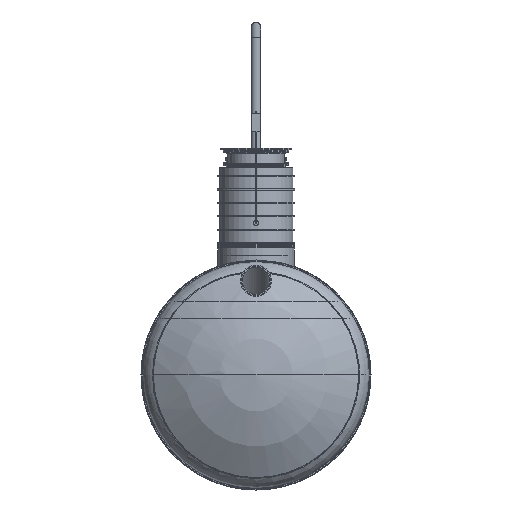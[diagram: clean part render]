
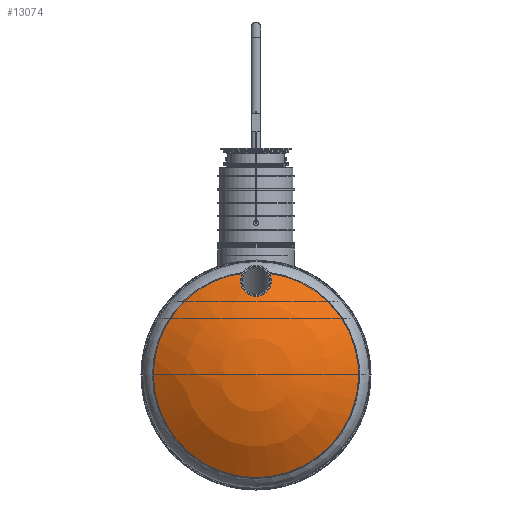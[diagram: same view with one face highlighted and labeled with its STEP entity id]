
A CAD part, left-side view. The second image highlights one B-rep face of the part: STEP entity #13074.
In plain terms, the highlighted spherical face has radius 2016 mm.
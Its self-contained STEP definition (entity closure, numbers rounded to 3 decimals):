
#89=SPHERICAL_SURFACE('',#14764,2016.);
#2336=B_SPLINE_CURVE_WITH_KNOTS('',3,(#21279,#21280,#21281,#21282,#21283,
#21284,#21285,#21286,#21287,#21288,#21289,#21290,#21291,#21292,#21293,#21294,
#21295,#21296,#21297,#21298,#21299,#21300,#21301,#21302,#21303,#21304,#21305,
#21306,#21307,#21308,#21309,#21310,#21311,#21312,#21313,#21314,#21315,#21316,
#21317,#21318,#21319,#21320,#21321,#21322,#21323,#21324,#21325,#21326,#21327,
#21328,#21329,#21330,#21331),.UNSPECIFIED.,.F.,.F.,(4,1,1,1,1,1,1,1,1,1,
1,1,1,1,1,1,1,1,1,1,1,1,1,1,1,1,1,1,1,1,1,1,1,1,1,1,1,1,1,1,1,1,1,1,1,1,
1,1,1,1,4),(0.,0.024,0.048,0.072,
0.084,0.096,0.12,0.144,
0.156,0.168,0.192,0.216,
0.228,0.24,0.264,0.275,
0.287,0.293,0.299,0.311,0.335,
0.341,0.347,0.359,0.371,
0.383,0.395,0.401,0.407,
0.431,0.437,0.443,0.455,
0.467,0.479,0.491,0.503,
0.527,0.551,0.575,0.587,
0.599,0.611,0.623,0.647,
0.659,0.671,0.695,0.719,
0.743,0.767),.UNSPECIFIED.);
#2752=ORIENTED_EDGE('',*,*,#6052,.F.);
#2753=ORIENTED_EDGE('',*,*,#6054,.T.);
#6052=EDGE_CURVE('',#7724,#7725,#8972,.T.);
#6054=EDGE_CURVE('',#7724,#7725,#2336,.T.);
#7724=VERTEX_POINT('',#21249);
#7725=VERTEX_POINT('',#21250);
#8972=CIRCLE('',#14763,1152.964);
#9769=EDGE_LOOP('',(#2752,#2753));
#11285=FACE_BOUND('',#9769,.T.);
#13074=ADVANCED_FACE('',(#11285),#89,.T.);
#14763=AXIS2_PLACEMENT_3D('',#21248,#16654,#16655);
#14764=AXIS2_PLACEMENT_3D('',#21278,#16656,#16657);
#16654=DIRECTION('',(0.,0.,-1.));
#16655=DIRECTION('',(-1.,0.,0.));
#16656=DIRECTION('',(0.,0.,-1.));
#16657=DIRECTION('',(-1.,0.,0.));
#21248=CARTESIAN_POINT('',(0.,0.,-362.238));
#21249=CARTESIAN_POINT('',(124.707,1146.2,-362.238));
#21250=CARTESIAN_POINT('',(-124.707,1146.2,-362.238));
#21278=CARTESIAN_POINT('',(0.,0.,-2016.));
#21279=CARTESIAN_POINT('',(124.707,1146.2,-362.238));
#21280=CARTESIAN_POINT('',(129.156,1140.432,-358.575));
#21281=CARTESIAN_POINT('',(137.052,1128.553,-351.058));
#21282=CARTESIAN_POINT('',(146.196,1109.796,-339.269));
#21283=CARTESIAN_POINT('',(151.669,1093.443,-329.065));
#21284=CARTESIAN_POINT('',(154.761,1079.859,-320.636));
#21285=CARTESIAN_POINT('',(156.927,1066.215,-312.201));
#21286=CARTESIAN_POINT('',(157.943,1049.114,-301.689));
#21287=CARTESIAN_POINT('',(156.732,1031.933,-291.204));
#21288=CARTESIAN_POINT('',(154.364,1018.15,-282.839));
#21289=CARTESIAN_POINT('',(151.107,1004.645,-274.672));
#21290=CARTESIAN_POINT('',(145.371,988.188,-264.772));
#21291=CARTESIAN_POINT('',(137.361,972.345,-255.304));
#21292=CARTESIAN_POINT('',(129.455,960.069,-248.003));
#21293=CARTESIAN_POINT('',(120.746,948.417,-241.093));
#21294=CARTESIAN_POINT('',(110.787,937.62,-234.719));
#21295=CARTESIAN_POINT('',(99.527,927.756,-228.917));
#21296=CARTESIAN_POINT('',(91.901,921.989,-225.532));
#21297=CARTESIAN_POINT('',(85.457,917.657,-222.994));
#21298=CARTESIAN_POINT('',(78.885,913.583,-220.609));
#21299=CARTESIAN_POINT('',(66.987,907.087,-216.813));
#21300=CARTESIAN_POINT('',(54.307,901.878,-213.777));
#21301=CARTESIAN_POINT('',(42.851,898.401,-211.753));
#21302=CARTESIAN_POINT('',(35.024,896.35,-210.56));
#21303=CARTESIAN_POINT('',(25.125,894.361,-209.403));
#21304=CARTESIAN_POINT('',(13.163,892.897,-208.553));
#21305=CARTESIAN_POINT('',(1.099,892.348,-208.234));
#21306=CARTESIAN_POINT('',(-9.058,892.668,-208.419));
#21307=CARTESIAN_POINT('',(-17.198,893.402,-208.846));
#21308=CARTESIAN_POINT('',(-29.232,894.961,-209.752));
#21309=CARTESIAN_POINT('',(-40.944,897.641,-211.31));
#21310=CARTESIAN_POINT('',(-52.316,901.402,-213.5));
#21311=CARTESIAN_POINT('',(-59.829,904.21,-215.136));
#21312=CARTESIAN_POINT('',(-68.879,908.197,-217.462));
#21313=CARTESIAN_POINT('',(-79.198,913.696,-220.675));
#21314=CARTESIAN_POINT('',(-88.989,919.877,-224.293));
#21315=CARTESIAN_POINT('',(-98.303,926.765,-228.334));
#21316=CARTESIAN_POINT('',(-109.804,936.651,-234.148));
#21317=CARTESIAN_POINT('',(-122.493,950.172,-242.128));
#21318=CARTESIAN_POINT('',(-135.205,968.248,-252.858));
#21319=CARTESIAN_POINT('',(-143.35,984.09,-262.322));
#21320=CARTESIAN_POINT('',(-148.525,997.234,-270.214));
#21321=CARTESIAN_POINT('',(-151.74,1007.356,-276.312));
#21322=CARTESIAN_POINT('',(-154.238,1017.548,-282.474));
#21323=CARTESIAN_POINT('',(-156.64,1031.195,-290.755));
#21324=CARTESIAN_POINT('',(-157.683,1044.931,-299.135));
#21325=CARTESIAN_POINT('',(-157.371,1058.775,-307.627));
#21326=CARTESIAN_POINT('',(-156.137,1072.615,-316.15));
#21327=CARTESIAN_POINT('',(-152.926,1089.511,-326.613));
#21328=CARTESIAN_POINT('',(-146.441,1109.237,-338.919));
#21329=CARTESIAN_POINT('',(-137.131,1128.452,-350.993));
#21330=CARTESIAN_POINT('',(-129.161,1140.426,-358.571));
#21331=CARTESIAN_POINT('',(-124.707,1146.2,-362.238));
